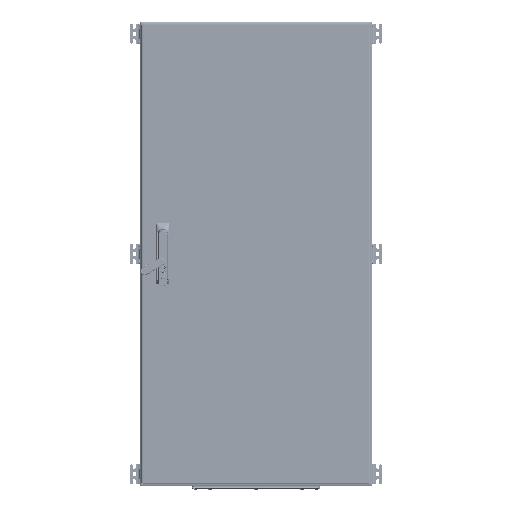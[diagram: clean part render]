
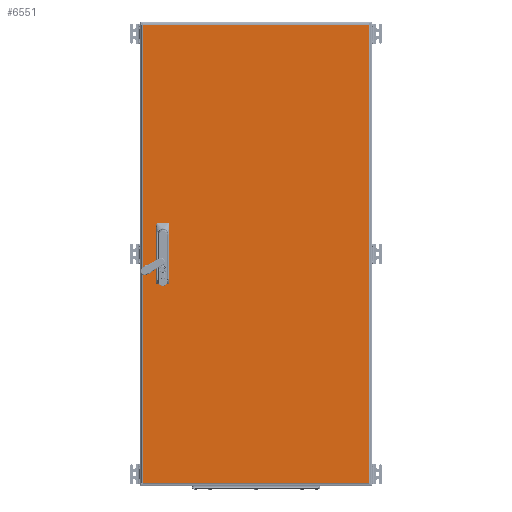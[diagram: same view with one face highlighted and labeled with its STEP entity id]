
A CAD part, top view. The second image highlights one B-rep face of the part: STEP entity #6551.
In plain terms, the highlighted planar face has unit normal (0, 0, 1).
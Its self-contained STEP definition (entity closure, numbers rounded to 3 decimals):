
#785 = ORIENTED_EDGE ( 'NONE', *, *, #150883, .F. ) ;
#3496 = CARTESIAN_POINT ( 'NONE',  ( 0., 25., 0. ) ) ;
#5890 = DIRECTION ( 'NONE',  ( 0., 0., -1. ) ) ;
#6551 = ADVANCED_FACE ( 'NONE', ( #98579, #23213, #38481 ), #194203, .F. ) ;
#7019 = CARTESIAN_POINT ( 'NONE',  ( -253.8, 25., 0. ) ) ;
#8264 = VECTOR ( 'NONE', #130187, 1000. ) ;
#14795 = EDGE_CURVE ( 'NONE', #104277, #20436, #112030, .T. ) ;
#16010 = VECTOR ( 'NONE', #99301, 1000. ) ;
#16912 = VERTEX_POINT ( 'NONE', #161051 ) ;
#20255 = CARTESIAN_POINT ( 'NONE',  ( -228.8, -25., 0. ) ) ;
#20353 = CARTESIAN_POINT ( 'NONE',  ( -293., 594.293, 0. ) ) ;
#20436 = VERTEX_POINT ( 'NONE', #110389 ) ;
#21987 = LINE ( 'NONE', #111664, #183753 ) ;
#22344 = CARTESIAN_POINT ( 'NONE',  ( -228.8, 25., 0. ) ) ;
#22740 = ORIENTED_EDGE ( 'NONE', *, *, #173121, .F. ) ;
#23213 = FACE_OUTER_BOUND ( 'NONE', #157595, .T. ) ;
#31776 = VERTEX_POINT ( 'NONE', #146948 ) ;
#35322 = LINE ( 'NONE', #144245, #121814 ) ;
#38481 = FACE_BOUND ( 'NONE', #116983, .T. ) ;
#40422 = ORIENTED_EDGE ( 'NONE', *, *, #72128, .T. ) ;
#42821 = VERTEX_POINT ( 'NONE', #181377 ) ;
#43881 = CARTESIAN_POINT ( 'NONE',  ( 293., -593., 0. ) ) ;
#45621 = CARTESIAN_POINT ( 'NONE',  ( -253.8, 0., 0. ) ) ;
#46939 = CARTESIAN_POINT ( 'NONE',  ( 0., 75., 0. ) ) ;
#47322 = ORIENTED_EDGE ( 'NONE', *, *, #157751, .T. ) ;
#47890 = VECTOR ( 'NONE', #65597, 1000. ) ;
#48122 = LINE ( 'NONE', #124502, #145665 ) ;
#50363 = ORIENTED_EDGE ( 'NONE', *, *, #14795, .T. ) ;
#50514 = VECTOR ( 'NONE', #173229, 1000. ) ;
#50848 = ORIENTED_EDGE ( 'NONE', *, *, #75474, .T. ) ;
#51162 = CARTESIAN_POINT ( 'NONE',  ( -228.8, -25., 0. ) ) ;
#55101 = VECTOR ( 'NONE', #154385, 1000. ) ;
#58086 = EDGE_LOOP ( 'NONE', ( #173437, #139196, #128888, #128166 ) ) ;
#61020 = AXIS2_PLACEMENT_3D ( 'NONE', #86317, #5890, #160668 ) ;
#63179 = DIRECTION ( 'NONE',  ( -1., 0., 0. ) ) ;
#64810 = EDGE_CURVE ( 'NONE', #42821, #164877, #81124, .T. ) ;
#65597 = DIRECTION ( 'NONE',  ( -1., 0., 0. ) ) ;
#66834 = CARTESIAN_POINT ( 'NONE',  ( -228.8, 0., 0. ) ) ;
#67685 = VERTEX_POINT ( 'NONE', #43881 ) ;
#67730 = CARTESIAN_POINT ( 'NONE',  ( -228.8, -75., 0. ) ) ;
#68619 = EDGE_CURVE ( 'NONE', #72495, #42821, #155872, .T. ) ;
#69522 = CARTESIAN_POINT ( 'NONE',  ( 293., 593., 0. ) ) ;
#72128 = EDGE_CURVE ( 'NONE', #16912, #31776, #35322, .T. ) ;
#72495 = VERTEX_POINT ( 'NONE', #145008 ) ;
#73472 = VECTOR ( 'NONE', #113713, 1000. ) ;
#75474 = EDGE_CURVE ( 'NONE', #31776, #80791, #155017, .T. ) ;
#80791 = VERTEX_POINT ( 'NONE', #89882 ) ;
#81124 = LINE ( 'NONE', #45621, #104353 ) ;
#82997 = LINE ( 'NONE', #67730, #16010 ) ;
#84345 = LINE ( 'NONE', #20255, #8264 ) ;
#86317 = CARTESIAN_POINT ( 'NONE',  ( 0., 0., 0. ) ) ;
#89882 = CARTESIAN_POINT ( 'NONE',  ( -253.8, -25., 0. ) ) ;
#92726 = VERTEX_POINT ( 'NONE', #22344 ) ;
#93931 = DIRECTION ( 'NONE',  ( 0., 1., 0. ) ) ;
#96411 = DIRECTION ( 'NONE',  ( 0., -1., 0. ) ) ;
#96555 = EDGE_CURVE ( 'NONE', #72495, #92726, #97409, .T. ) ;
#97158 = LINE ( 'NONE', #3496, #47890 ) ;
#97409 = LINE ( 'NONE', #66834, #73472 ) ;
#98579 = FACE_BOUND ( 'NONE', #58086, .T. ) ;
#99301 = DIRECTION ( 'NONE',  ( 0., 1., 0. ) ) ;
#104277 = VERTEX_POINT ( 'NONE', #112259 ) ;
#104353 = VECTOR ( 'NONE', #96411, 1000. ) ;
#107298 = VECTOR ( 'NONE', #111021, 1000. ) ;
#110389 = CARTESIAN_POINT ( 'NONE',  ( -293., -593., 0. ) ) ;
#110621 = EDGE_CURVE ( 'NONE', #92726, #164877, #97158, .T. ) ;
#111021 = DIRECTION ( 'NONE',  ( 0., -1., 0. ) ) ;
#111664 = CARTESIAN_POINT ( 'NONE',  ( 294.293, 593., 0. ) ) ;
#112030 = LINE ( 'NONE', #20353, #107298 ) ;
#112259 = CARTESIAN_POINT ( 'NONE',  ( -293., 593., 0. ) ) ;
#113713 = DIRECTION ( 'NONE',  ( 0., -1., 0. ) ) ;
#116983 = EDGE_LOOP ( 'NONE', ( #40422, #50848, #22740, #785 ) ) ;
#121814 = VECTOR ( 'NONE', #129970, 1000. ) ;
#124502 = CARTESIAN_POINT ( 'NONE',  ( 293., -594.293, 0. ) ) ;
#124504 = VERTEX_POINT ( 'NONE', #69522 ) ;
#128166 = ORIENTED_EDGE ( 'NONE', *, *, #110621, .T. ) ;
#128888 = ORIENTED_EDGE ( 'NONE', *, *, #96555, .T. ) ;
#129970 = DIRECTION ( 'NONE',  ( -1., 0., 0. ) ) ;
#130187 = DIRECTION ( 'NONE',  ( -1., 0., 0. ) ) ;
#133425 = ORIENTED_EDGE ( 'NONE', *, *, #147534, .T. ) ;
#139196 = ORIENTED_EDGE ( 'NONE', *, *, #68619, .F. ) ;
#140733 = CARTESIAN_POINT ( 'NONE',  ( -253.8, -75., 0. ) ) ;
#144245 = CARTESIAN_POINT ( 'NONE',  ( -228.8, -75., 0. ) ) ;
#145008 = CARTESIAN_POINT ( 'NONE',  ( -228.8, 75., 0. ) ) ;
#145665 = VECTOR ( 'NONE', #93931, 1000. ) ;
#145901 = ORIENTED_EDGE ( 'NONE', *, *, #149764, .T. ) ;
#146948 = CARTESIAN_POINT ( 'NONE',  ( -253.8, -75., 0. ) ) ;
#147024 = VECTOR ( 'NONE', #63179, 1000. ) ;
#147534 = EDGE_CURVE ( 'NONE', #67685, #124504, #48122, .T. ) ;
#149764 = EDGE_CURVE ( 'NONE', #20436, #67685, #183878, .T. ) ;
#150883 = EDGE_CURVE ( 'NONE', #16912, #194008, #82997, .T. ) ;
#154385 = DIRECTION ( 'NONE',  ( 1., 0., 0. ) ) ;
#155017 = LINE ( 'NONE', #140733, #50514 ) ;
#155872 = LINE ( 'NONE', #46939, #147024 ) ;
#157595 = EDGE_LOOP ( 'NONE', ( #145901, #133425, #47322, #50363 ) ) ;
#157751 = EDGE_CURVE ( 'NONE', #124504, #104277, #21987, .T. ) ;
#160668 = DIRECTION ( 'NONE',  ( -1., 0., 0. ) ) ;
#161051 = CARTESIAN_POINT ( 'NONE',  ( -228.8, -75., 0. ) ) ;
#164877 = VERTEX_POINT ( 'NONE', #7019 ) ;
#168606 = CARTESIAN_POINT ( 'NONE',  ( -294.293, -593., 0. ) ) ;
#173121 = EDGE_CURVE ( 'NONE', #194008, #80791, #84345, .T. ) ;
#173229 = DIRECTION ( 'NONE',  ( 0., 1., 0. ) ) ;
#173437 = ORIENTED_EDGE ( 'NONE', *, *, #64810, .F. ) ;
#174705 = DIRECTION ( 'NONE',  ( -1., 0., 0. ) ) ;
#181377 = CARTESIAN_POINT ( 'NONE',  ( -253.8, 75., 0. ) ) ;
#183753 = VECTOR ( 'NONE', #174705, 1000. ) ;
#183878 = LINE ( 'NONE', #168606, #55101 ) ;
#194008 = VERTEX_POINT ( 'NONE', #51162 ) ;
#194203 = PLANE ( 'NONE',  #61020 ) ;
